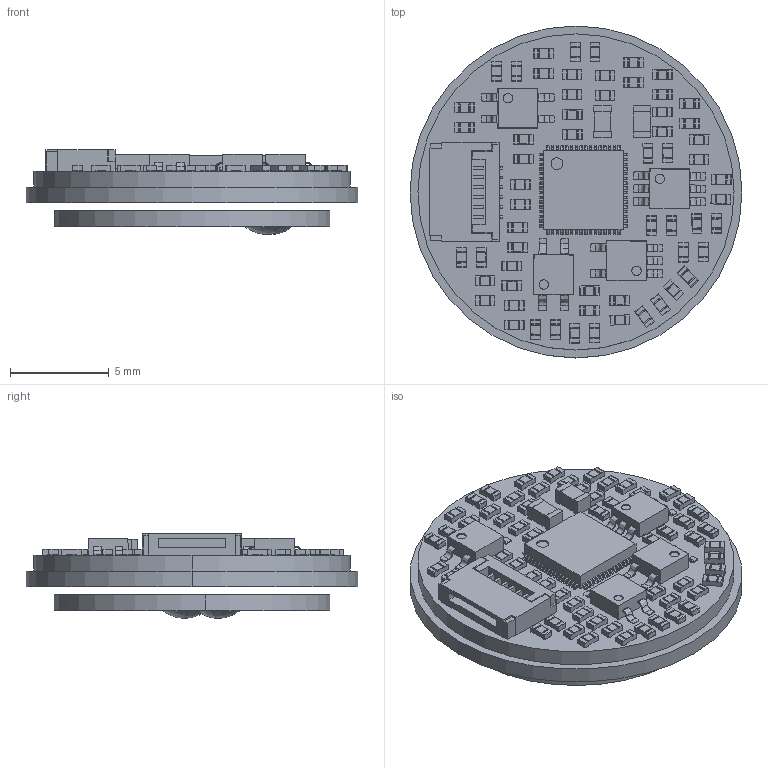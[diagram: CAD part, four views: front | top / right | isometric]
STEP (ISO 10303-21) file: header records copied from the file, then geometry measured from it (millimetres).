
FILE_DESCRIPTION (( 'STEP AP214' ), '1' );
FILE_NAME ('MIAP16 ²úÆ·_20250908.STEP', '2025-09-23T07:02:55', ( '' ), ( '' ), 'SwSTEP 2.0', 'SolidWorks 2018', '' );
FILE_SCHEMA (( 'AUTOMOTIVE_DESIGN' ));
Length unit declared in the file: millimetre
Products named in the file (85): 萇郯_User Library-Res-0402; STM32оƬ (4x4) ; (2X2) оƬ_6PIN; 萇郯_2x2 82536070; (2X2) оƬ_5PIN; IAP18 6PIN 蟀諉ん脣釱(齬盄) 5x3.4x1.1; 萇郯_82536070; MIAP16 RS啣_20250908; 萇郯_2x1 User Library-Res-0402; (2X2) оƬ_4PIN; MIAP16 陓瘍啣_20250908; MIAP16 莉こ_20250908; MIAP16 RT啣_20250908; MIAP16 信号板（芯片）_20250908
Assembly tree (45 placements, depth 4):
  萇郯_User Library-Res-0402
  萇郯_User Library-Res-0402
  萇郯_User Library-Res-0402
  STM32оƬ (4x4) 
  萇郯_User Library-Res-0402
Bounding box: 16.8 x 16.8 x 4.3 mm (x, y, z)
Volume: 503.3 mm3; surface area: 1595.9 mm2
Topology: 73 solids, 73 shells, 2970 faces, 7925 edges, 5204 vertices
Faces by surface type: plane 1836, cylinder 632, bspline 498, sphere 4
Entity records: 56016 total; most frequent: CARTESIAN_POINT 18358, ORIENTED_EDGE 6722, EDGE_CURVE 3361, DIRECTION 3340, VERTEX_POINT 2240, B_SPLINE_CURVE_WITH_KNOTS 1738, LINE 1536, VECTOR 1536
